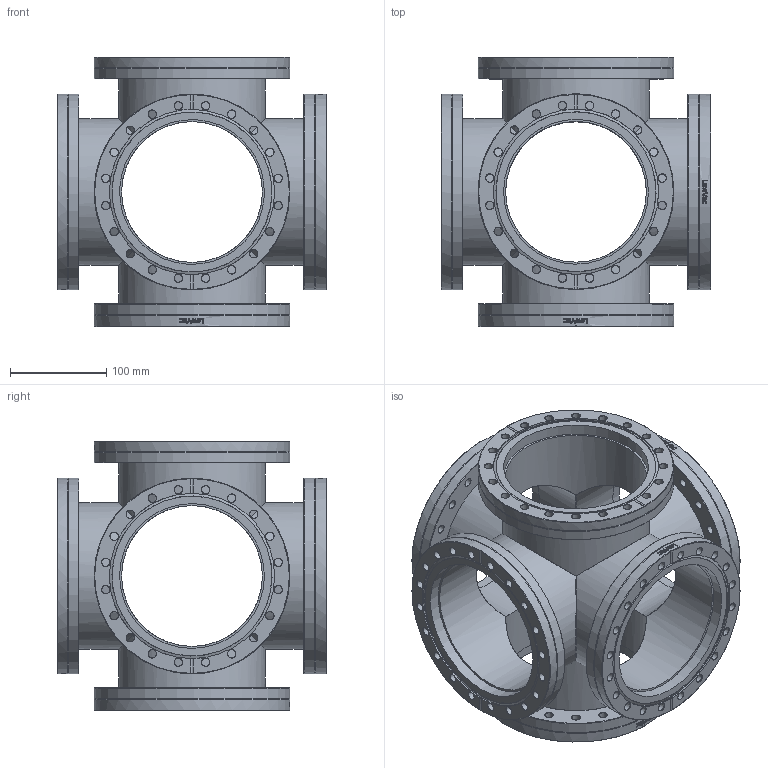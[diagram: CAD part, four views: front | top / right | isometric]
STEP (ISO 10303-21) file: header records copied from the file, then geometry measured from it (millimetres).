
FILE_DESCRIPTION(/* description */ (''),/* implementation_level */ '2;1');
FILE_NAME(/* name */ 'FL-6X160CF.stp',/* time_stamp */ '2018-03-02T13:37:55+00:00',/* author */ ('paul'),/* organization */ (''),/* preprocessor_version */ 'ST-DEVELOPER v17',/* originating_system */ 'Autodesk Inventor 2018',/* authorisation */ '');
FILE_SCHEMA (('AUTOMOTIVE_DESIGN { 1 0 10303 214 3 1 1 }'));
Length unit declared in the file: millimetre
Products named in the file (6): FL-6X160CF; FL-160CFR-152; FL-160CFR OUTER; FL-160CFR-152 INNER; FL-160CF-152; TUBE2
Assembly tree (14 placements, depth 3):
  FL-6X160CF
    TUBE2  x6
    FL-160CFR-152  x3
      FL-160CFR OUTER
      FL-160CFR-152 INNER
    FL-160CF-152  x3
Bounding box: 279.4 x 279.4 x 279.4 mm (x, y, z)
Volume: 2320611.2 mm3; surface area: 818546.7 mm2
Topology: 15 solids, 15 shells, 1077 faces, 2928 edges, 1929 vertices
Faces by surface type: bspline 318, cone 279, plane 246, cylinder 228, torus 6
Full cylindrical faces by diameter (mm): 8.4 x120, 146 x6, 150.2 x6, 152.4 x6, 152.9 x6, 156 x3, 171.4 x9, 203 x12
Entity records: 36889 total; most frequent: CARTESIAN_POINT 28110, ORIENTED_EDGE 1916, DIRECTION 1529, EDGE_CURVE 958, VERTEX_POINT 631, AXIS2_PLACEMENT_3D 591, EDGE_LOOP 457, FACE_OUTER_BOUND 352
